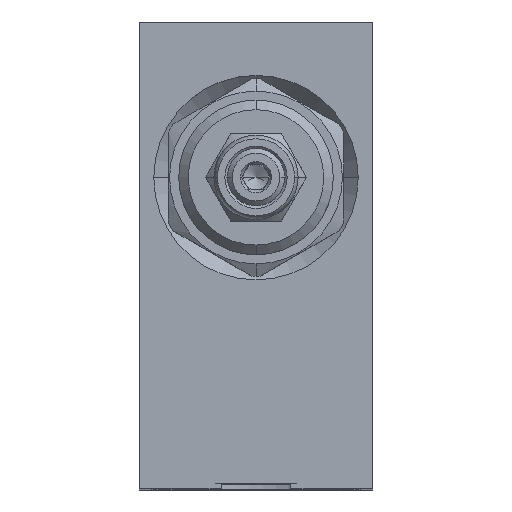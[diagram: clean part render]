
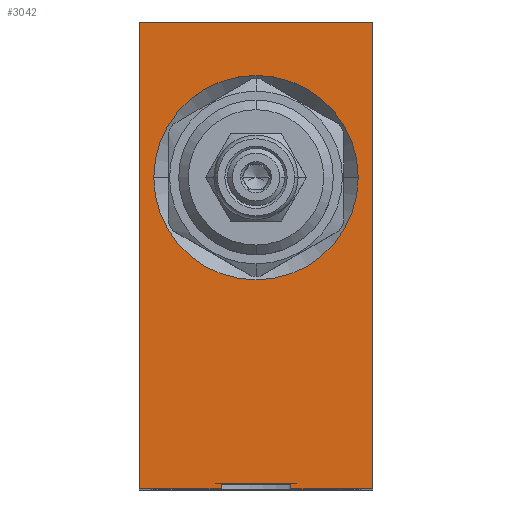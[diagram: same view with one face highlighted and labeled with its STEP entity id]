
A CAD part, top view. The second image highlights one B-rep face of the part: STEP entity #3042.
In plain terms, the highlighted planar face has unit normal (0, 0, 1).
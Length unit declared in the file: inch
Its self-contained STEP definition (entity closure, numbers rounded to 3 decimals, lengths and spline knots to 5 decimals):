
#848=CARTESIAN_POINT('',(0.75,-1.,4.));
#849=DIRECTION('',(0.,0.,-1.));
#850=DIRECTION('',(-1.,0.,0.));
#851=AXIS2_PLACEMENT_3D('',#848,#849,#850);
#853=CARTESIAN_POINT('',(0.75,-1.,4.));
#854=DIRECTION('',(0.,0.,-1.));
#855=DIRECTION('',(1.,0.,0.));
#856=AXIS2_PLACEMENT_3D('',#853,#854,#855);
#858=DIRECTION('',(0.,1.,0.));
#859=VECTOR('',#858,0.032);
#860=CARTESIAN_POINT('',(0.5259,-3.,4.));
#861=LINE('',#860,#859);
#862=DIRECTION('',(1.,0.,0.));
#863=VECTOR('',#862,0.5259);
#864=CARTESIAN_POINT('',(0.,-3.,4.));
#865=LINE('',#864,#863);
#866=DIRECTION('',(0.,-1.,0.));
#867=VECTOR('',#866,3.);
#868=CARTESIAN_POINT('',(0.,0.,4.));
#869=LINE('',#868,#867);
#870=DIRECTION('',(-1.,0.,0.));
#871=VECTOR('',#870,1.5);
#872=CARTESIAN_POINT('',(1.5,0.,4.));
#873=LINE('',#872,#871);
#874=DIRECTION('',(0.,1.,0.));
#875=VECTOR('',#874,3.);
#876=CARTESIAN_POINT('',(1.5,-3.,4.));
#877=LINE('',#876,#875);
#878=DIRECTION('',(1.,0.,0.));
#879=VECTOR('',#878,0.5259);
#880=CARTESIAN_POINT('',(0.9741,-3.,4.));
#881=LINE('',#880,#879);
#882=DIRECTION('',(0.,1.,0.));
#883=VECTOR('',#882,0.032);
#884=CARTESIAN_POINT('',(0.9741,-3.,4.));
#885=LINE('',#884,#883);
#886=DIRECTION('',(-1.,0.,0.));
#887=VECTOR('',#886,0.4482);
#888=CARTESIAN_POINT('',(0.9741,-2.968,4.));
#889=LINE('',#888,#887);
#2141=CARTESIAN_POINT('',(0.,0.,4.));
#2142=CARTESIAN_POINT('',(0.,-3.,4.));
#2143=VERTEX_POINT('',#2141);
#2144=VERTEX_POINT('',#2142);
#2145=CARTESIAN_POINT('',(1.5,-3.,4.));
#2146=CARTESIAN_POINT('',(1.5,0.,4.));
#2147=VERTEX_POINT('',#2145);
#2148=VERTEX_POINT('',#2146);
#2189=CARTESIAN_POINT('',(0.093,-1.,4.));
#2190=VERTEX_POINT('',#2189);
#2191=CARTESIAN_POINT('',(1.407,-1.,4.));
#2192=VERTEX_POINT('',#2191);
#2303=CARTESIAN_POINT('',(0.5259,-2.968,4.));
#2304=CARTESIAN_POINT('',(0.9741,-2.968,4.));
#2305=VERTEX_POINT('',#2303);
#2306=VERTEX_POINT('',#2304);
#2313=CARTESIAN_POINT('',(0.5259,-3.,4.));
#2314=VERTEX_POINT('',#2313);
#2315=CARTESIAN_POINT('',(0.9741,-3.,4.));
#2316=VERTEX_POINT('',#2315);
#3020=CARTESIAN_POINT('',(0.,0.,4.));
#3021=DIRECTION('',(0.,0.,1.));
#3022=DIRECTION('',(1.,0.,0.));
#3023=AXIS2_PLACEMENT_3D('',#3020,#3021,#3022);
#3024=PLANE('',#3023);
#3026=ORIENTED_EDGE('',*,*,#3025,.F.);
#3027=ORIENTED_EDGE('',*,*,#2508,.F.);
#3028=ORIENTED_EDGE('',*,*,#2431,.F.);
#3029=ORIENTED_EDGE('',*,*,#2458,.F.);
#3030=ORIENTED_EDGE('',*,*,#2478,.F.);
#3031=ORIENTED_EDGE('',*,*,#2503,.F.);
#3033=ORIENTED_EDGE('',*,*,#3032,.T.);
#3035=ORIENTED_EDGE('',*,*,#3034,.T.);
#3036=EDGE_LOOP('',(#3026,#3027,#3028,#3029,#3030,#3031,#3033,#3035));
#3037=FACE_OUTER_BOUND('',#3036,.F.);
#3038=ORIENTED_EDGE('',*,*,#3013,.F.);
#3039=ORIENTED_EDGE('',*,*,#3002,.F.);
#3040=EDGE_LOOP('',(#3038,#3039));
#3041=FACE_BOUND('',#3040,.F.);
#3042=ADVANCED_FACE('',(#3037,#3041),#3024,.T.);
#852=CIRCLE('',#851,0.657);
#857=CIRCLE('',#856,0.657);
#2431=EDGE_CURVE('',#2143,#2144,#869,.T.);
#2458=EDGE_CURVE('',#2148,#2143,#873,.T.);
#2478=EDGE_CURVE('',#2147,#2148,#877,.T.);
#2503=EDGE_CURVE('',#2316,#2147,#881,.T.);
#2508=EDGE_CURVE('',#2144,#2314,#865,.T.);
#3002=EDGE_CURVE('',#2192,#2190,#857,.T.);
#3013=EDGE_CURVE('',#2190,#2192,#852,.T.);
#3025=EDGE_CURVE('',#2314,#2305,#861,.T.);
#3032=EDGE_CURVE('',#2316,#2306,#885,.T.);
#3034=EDGE_CURVE('',#2306,#2305,#889,.T.);
